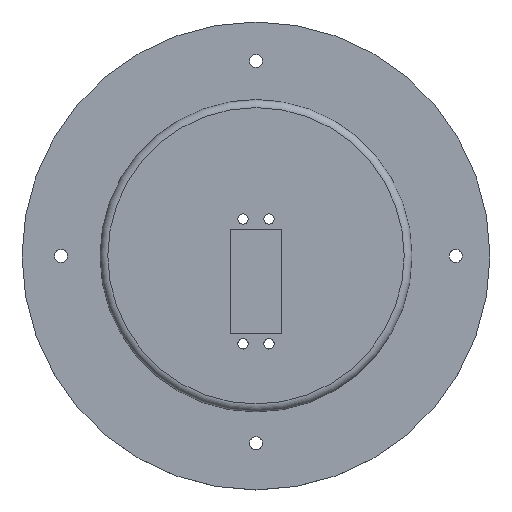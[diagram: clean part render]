
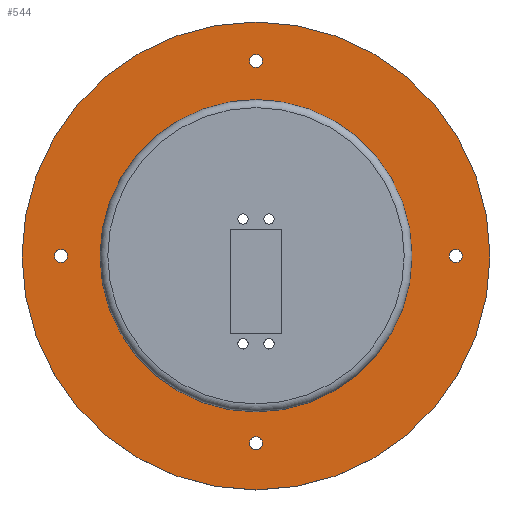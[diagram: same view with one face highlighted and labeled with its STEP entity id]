
A CAD part, top view. The second image highlights one B-rep face of the part: STEP entity #544.
In plain terms, the highlighted planar face has unit normal (0, 0, 1).
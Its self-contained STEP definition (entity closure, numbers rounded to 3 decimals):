
#27=PLANE('',#607);
#40=FACE_BOUND('',#220,.T.);
#41=FACE_BOUND('',#221,.T.);
#42=FACE_BOUND('',#222,.T.);
#43=FACE_BOUND('',#223,.T.);
#44=FACE_BOUND('',#224,.T.);
#182=FACE_OUTER_BOUND('',#219,.T.);
#219=EDGE_LOOP('',(#500));
#220=EDGE_LOOP('',(#501));
#221=EDGE_LOOP('',(#502));
#222=EDGE_LOOP('',(#503));
#223=EDGE_LOOP('',(#504));
#224=EDGE_LOOP('',(#505));
#235=CIRCLE('',#565,60.);
#240=CIRCLE('',#572,2.5);
#242=CIRCLE('',#575,2.5);
#244=CIRCLE('',#578,2.5);
#246=CIRCLE('',#581,2.5);
#253=CIRCLE('',#605,90.);
#257=VERTEX_POINT('',#764);
#268=VERTEX_POINT('',#824);
#270=VERTEX_POINT('',#830);
#272=VERTEX_POINT('',#836);
#274=VERTEX_POINT('',#842);
#301=VERTEX_POINT('',#931);
#307=EDGE_CURVE('',#257,#257,#235,.T.);
#318=EDGE_CURVE('',#268,#268,#240,.T.);
#321=EDGE_CURVE('',#270,#270,#242,.T.);
#324=EDGE_CURVE('',#272,#272,#244,.T.);
#327=EDGE_CURVE('',#274,#274,#246,.T.);
#372=EDGE_CURVE('',#301,#301,#253,.T.);
#500=ORIENTED_EDGE('',*,*,#372,.T.);
#501=ORIENTED_EDGE('',*,*,#318,.T.);
#502=ORIENTED_EDGE('',*,*,#321,.T.);
#503=ORIENTED_EDGE('',*,*,#324,.T.);
#504=ORIENTED_EDGE('',*,*,#327,.T.);
#505=ORIENTED_EDGE('',*,*,#307,.T.);
#544=ADVANCED_FACE('',(#182,#40,#41,#42,#43,#44),#27,.T.);
#565=AXIS2_PLACEMENT_3D('',#766,#622,#623);
#572=AXIS2_PLACEMENT_3D('',#825,#640,#641);
#575=AXIS2_PLACEMENT_3D('',#831,#647,#648);
#578=AXIS2_PLACEMENT_3D('',#837,#654,#655);
#581=AXIS2_PLACEMENT_3D('',#843,#661,#662);
#605=AXIS2_PLACEMENT_3D('',#932,#747,#748);
#607=AXIS2_PLACEMENT_3D('',#936,#752,#753);
#622=DIRECTION('center_axis',(0.,0.,-1.));
#623=DIRECTION('ref_axis',(-1.,0.,0.));
#640=DIRECTION('center_axis',(0.,0.,-1.));
#641=DIRECTION('ref_axis',(-1.,0.,0.));
#647=DIRECTION('center_axis',(0.,0.,-1.));
#648=DIRECTION('ref_axis',(-1.,0.,0.));
#654=DIRECTION('center_axis',(0.,0.,-1.));
#655=DIRECTION('ref_axis',(-1.,0.,0.));
#661=DIRECTION('center_axis',(0.,0.,-1.));
#662=DIRECTION('ref_axis',(-1.,0.,0.));
#747=DIRECTION('center_axis',(0.,0.,1.));
#748=DIRECTION('ref_axis',(1.,0.,0.));
#752=DIRECTION('center_axis',(0.,0.,1.));
#753=DIRECTION('ref_axis',(1.,0.,0.));
#764=CARTESIAN_POINT('',(-60.,0.,10.));
#766=CARTESIAN_POINT('Origin',(0.,0.,10.));
#824=CARTESIAN_POINT('',(2.5,75.,10.));
#825=CARTESIAN_POINT('Origin',(0.,75.,10.));
#830=CARTESIAN_POINT('',(-72.5,0.,10.));
#831=CARTESIAN_POINT('Origin',(-75.,0.,10.));
#836=CARTESIAN_POINT('',(79.355,0.011,10.));
#837=CARTESIAN_POINT('Origin',(76.855,0.011,10.));
#842=CARTESIAN_POINT('',(2.5,-72.,10.));
#843=CARTESIAN_POINT('Origin',(0.,-72.,10.));
#931=CARTESIAN_POINT('',(-90.,0.,10.));
#932=CARTESIAN_POINT('Origin',(0.,0.,10.));
#936=CARTESIAN_POINT('Origin',(0.,0.,10.));
